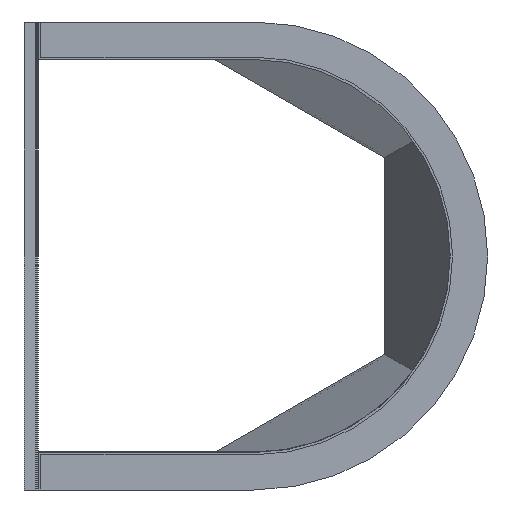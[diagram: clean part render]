
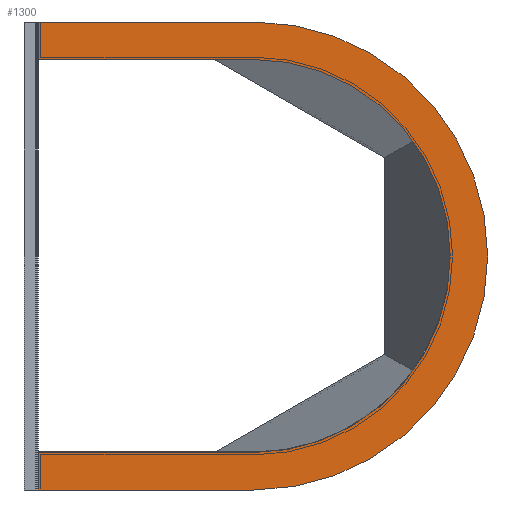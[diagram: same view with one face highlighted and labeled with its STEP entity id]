
A CAD part, left-side view. The second image highlights one B-rep face of the part: STEP entity #1300.
In plain terms, the highlighted planar face has unit normal (-1, 0, 0).
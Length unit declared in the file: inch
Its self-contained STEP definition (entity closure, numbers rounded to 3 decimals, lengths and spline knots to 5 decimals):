
#51 = CARTESIAN_POINT ( 'NONE',  ( -84.5, 21., 25. ) ) ;
#91 = CIRCLE ( 'NONE', #2824, 25. ) ;
#156 = EDGE_CURVE ( 'NONE', #233, #1140, #412, .T. ) ;
#166 = VERTEX_POINT ( 'NONE', #2014 ) ;
#181 = DIRECTION ( 'NONE',  ( 0., 1., 0. ) ) ;
#197 = CARTESIAN_POINT ( 'NONE',  ( -84.5, 21., -21. ) ) ;
#215 = EDGE_CURVE ( 'NONE', #3772, #166, #91, .T. ) ;
#226 = VERTEX_POINT ( 'NONE', #2105 ) ;
#233 = VERTEX_POINT ( 'NONE', #2715 ) ;
#285 = ORIENTED_EDGE ( 'NONE', *, *, #3279, .T. ) ;
#412 = LINE ( 'NONE', #3871, #1192 ) ;
#447 = LINE ( 'NONE', #2097, #1173 ) ;
#547 = DIRECTION ( 'NONE',  ( 0., 0., 1. ) ) ;
#643 = CIRCLE ( 'NONE', #1685, 21. ) ;
#675 = ORIENTED_EDGE ( 'NONE', *, *, #1522, .F. ) ;
#743 = DIRECTION ( 'NONE',  ( 0., -1., 0. ) ) ;
#752 = ORIENTED_EDGE ( 'NONE', *, *, #1769, .F. ) ;
#946 = EDGE_CURVE ( 'NONE', #226, #3447, #2241, .T. ) ;
#1053 = DIRECTION ( 'NONE',  ( 1., 0., 0. ) ) ;
#1064 = CARTESIAN_POINT ( 'NONE',  ( -84.5, 44., 25. ) ) ;
#1111 = DIRECTION ( 'NONE',  ( 0., 0., -1. ) ) ;
#1140 = VERTEX_POINT ( 'NONE', #3951 ) ;
#1173 = VECTOR ( 'NONE', #2060, 39.37008 ) ;
#1192 = VECTOR ( 'NONE', #1666, 39.37008 ) ;
#1202 = VECTOR ( 'NONE', #181, 39.37008 ) ;
#1300 = ADVANCED_FACE ( 'NONE', ( #3263 ), #2658, .F. ) ;
#1517 = EDGE_CURVE ( 'NONE', #1695, #3447, #447, .T. ) ;
#1522 = EDGE_CURVE ( 'NONE', #233, #3018, #1722, .T. ) ;
#1531 = EDGE_LOOP ( 'NONE', ( #285, #3089, #3453, #3328, #3705, #752, #675, #1818 ) ) ;
#1644 = DIRECTION ( 'NONE',  ( 1., 0., 0. ) ) ;
#1666 = DIRECTION ( 'NONE',  ( 0., -1., 0. ) ) ;
#1685 = AXIS2_PLACEMENT_3D ( 'NONE', #2704, #2412, #3643 ) ;
#1695 = VERTEX_POINT ( 'NONE', #2522 ) ;
#1722 = LINE ( 'NONE', #3884, #2022 ) ;
#1769 = EDGE_CURVE ( 'NONE', #3018, #3772, #2900, .T. ) ;
#1818 = ORIENTED_EDGE ( 'NONE', *, *, #156, .T. ) ;
#2014 = CARTESIAN_POINT ( 'NONE',  ( -84.5, 21., -25. ) ) ;
#2022 = VECTOR ( 'NONE', #547, 39.37008 ) ;
#2060 = DIRECTION ( 'NONE',  ( 0., 0., 1. ) ) ;
#2097 = CARTESIAN_POINT ( 'NONE',  ( -84.5, 44., 21. ) ) ;
#2104 = EDGE_CURVE ( 'NONE', #166, #1695, #2696, .T. ) ;
#2105 = CARTESIAN_POINT ( 'NONE',  ( -84.5, 21., -21. ) ) ;
#2240 = AXIS2_PLACEMENT_3D ( 'NONE', #3878, #1053, #1111 ) ;
#2241 = LINE ( 'NONE', #197, #1202 ) ;
#2307 = DIRECTION ( 'NONE',  ( 0., 0., -1. ) ) ;
#2412 = DIRECTION ( 'NONE',  ( 1., 0., 0. ) ) ;
#2522 = CARTESIAN_POINT ( 'NONE',  ( -84.5, 44., -25. ) ) ;
#2658 = PLANE ( 'NONE',  #2240 ) ;
#2696 = LINE ( 'NONE', #3933, #2938 ) ;
#2704 = CARTESIAN_POINT ( 'NONE',  ( -84.5, 21., 0. ) ) ;
#2715 = CARTESIAN_POINT ( 'NONE',  ( -84.5, 44., 21. ) ) ;
#2739 = CARTESIAN_POINT ( 'NONE',  ( -84.5, 44., -21. ) ) ;
#2824 = AXIS2_PLACEMENT_3D ( 'NONE', #3832, #1644, #2307 ) ;
#2900 = LINE ( 'NONE', #1064, #3311 ) ;
#2938 = VECTOR ( 'NONE', #3635, 39.37008 ) ;
#3018 = VERTEX_POINT ( 'NONE', #3227 ) ;
#3089 = ORIENTED_EDGE ( 'NONE', *, *, #946, .T. ) ;
#3227 = CARTESIAN_POINT ( 'NONE',  ( -84.5, 44., 25. ) ) ;
#3263 = FACE_OUTER_BOUND ( 'NONE', #1531, .T. ) ;
#3279 = EDGE_CURVE ( 'NONE', #1140, #226, #643, .T. ) ;
#3311 = VECTOR ( 'NONE', #743, 39.37008 ) ;
#3328 = ORIENTED_EDGE ( 'NONE', *, *, #2104, .F. ) ;
#3447 = VERTEX_POINT ( 'NONE', #2739 ) ;
#3453 = ORIENTED_EDGE ( 'NONE', *, *, #1517, .F. ) ;
#3635 = DIRECTION ( 'NONE',  ( 0., 1., 0. ) ) ;
#3643 = DIRECTION ( 'NONE',  ( 0., 0., -1. ) ) ;
#3705 = ORIENTED_EDGE ( 'NONE', *, *, #215, .F. ) ;
#3772 = VERTEX_POINT ( 'NONE', #51 ) ;
#3832 = CARTESIAN_POINT ( 'NONE',  ( -84.5, 21., 0. ) ) ;
#3871 = CARTESIAN_POINT ( 'NONE',  ( -84.5, 44., 21. ) ) ;
#3878 = CARTESIAN_POINT ( 'NONE',  ( -84.5, 21., 0. ) ) ;
#3884 = CARTESIAN_POINT ( 'NONE',  ( -84.5, 44., 21. ) ) ;
#3933 = CARTESIAN_POINT ( 'NONE',  ( -84.5, 21., -25. ) ) ;
#3951 = CARTESIAN_POINT ( 'NONE',  ( -84.5, 21., 21. ) ) ;
